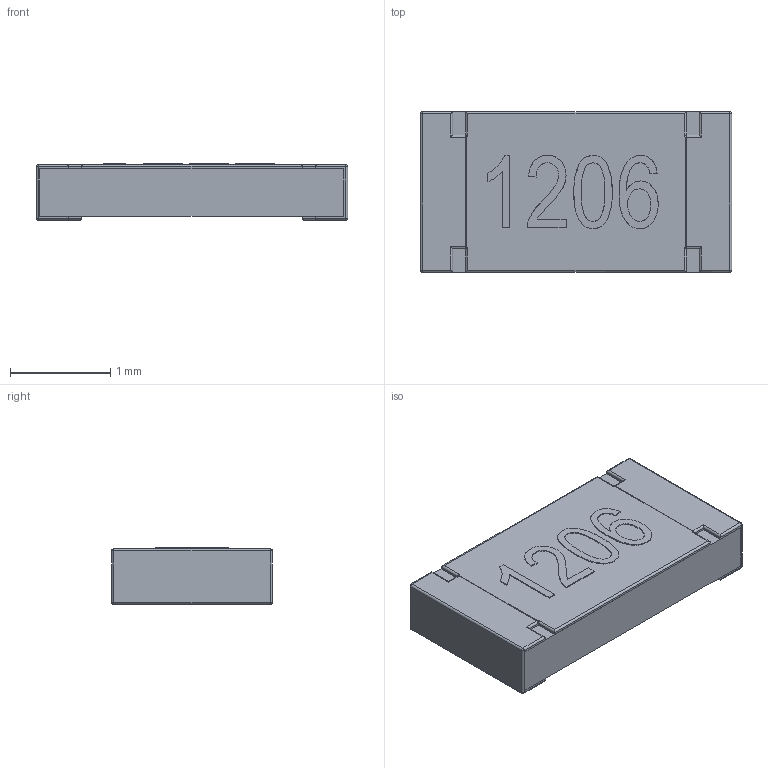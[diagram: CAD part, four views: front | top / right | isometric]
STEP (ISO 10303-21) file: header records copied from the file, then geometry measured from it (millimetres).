
FILE_DESCRIPTION(/* description */ (''),/* implementation_level */ '2;1');
FILE_NAME(/* name */ 'res_1206.stp',/* time_stamp */ '2017-02-09T20:01:10-05:00',/* author */ (''),/* organization */ (''),/* preprocessor_version */ 'ST-DEVELOPER v16.5',/* originating_system */ 'Autodesk Translation Framework v5.2.0.2920',/* authorisation */ '');
FILE_SCHEMA (('AUTOMOTIVE_DESIGN { 1 0 10303 214 3 1 1 }'));
Length unit declared in the file: millimetre
Products named in the file (2): res1206r v3; Component1
Assembly tree (1 placements, depth 2):
  res1206r v3
    Component1
Bounding box: 3.1 x 1.6 x 0.56 mm (x, y, z)
Volume: 2.6 mm3; surface area: 22.9 mm2
Topology: 5 solids, 5 shells, 175 faces, 457 edges, 282 vertices
Faces by surface type: bspline 65, plane 60, cylinder 42, sphere 8
Entity records: 6291 total; most frequent: CARTESIAN_POINT 2270, ORIENTED_EDGE 898, DIRECTION 621, EDGE_CURVE 449, VERTEX_POINT 282, LINE 251, VECTOR 251, AXIS2_PLACEMENT_3D 185
